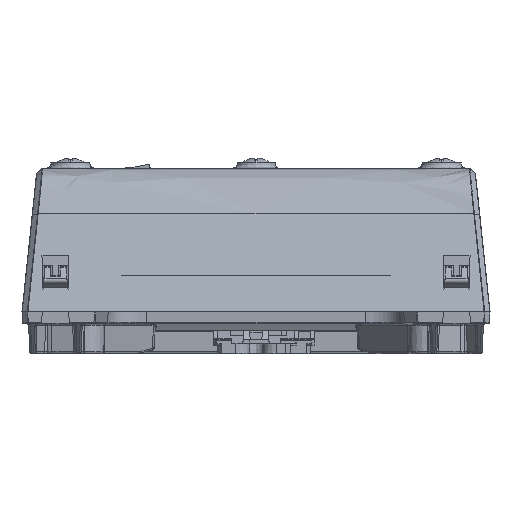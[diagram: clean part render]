
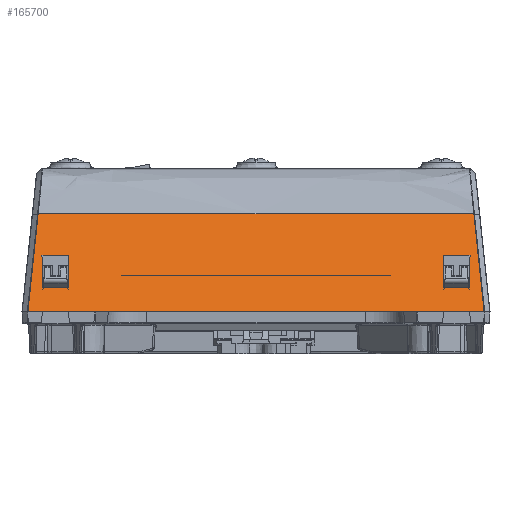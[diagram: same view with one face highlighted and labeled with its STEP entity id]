
A CAD part, front view. The second image highlights one B-rep face of the part: STEP entity #165700.
In plain terms, the highlighted face is planar.
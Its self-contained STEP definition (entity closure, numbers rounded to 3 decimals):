
#168 = EDGE_CURVE ( 'NONE', #196379, #84397, #3439, .T. ) ;
#397 = CARTESIAN_POINT ( 'NONE',  ( -48.087, 82.252, 7.922 ) ) ;
#823 = ORIENTED_EDGE ( 'NONE', *, *, #129510, .F. ) ;
#1709 = CARTESIAN_POINT ( 'NONE',  ( 58.936, 75.556, 26.317 ) ) ;
#3310 = LINE ( 'NONE', #110669, #105444 ) ;
#3439 = LINE ( 'NONE', #202674, #116806 ) ;
#4581 = EDGE_CURVE ( 'NONE', #146025, #74386, #42400, .T. ) ;
#6075 = VERTEX_POINT ( 'NONE', #88973 ) ;
#11788 = FACE_OUTER_BOUND ( 'NONE', #70915, .T. ) ;
#16496 = CARTESIAN_POINT ( 'NONE',  ( 58.936, 75.556, 26.317 ) ) ;
#17006 = CARTESIAN_POINT ( 'NONE',  ( -13.094, 75.556, 26.317 ) ) ;
#21649 = EDGE_CURVE ( 'NONE', #33312, #196379, #28127, .T. ) ;
#23447 = CARTESIAN_POINT ( 'NONE',  ( 4.913, 82.252, 7.922 ) ) ;
#24015 = EDGE_CURVE ( 'NONE', #125055, #33312, #139953, .T. ) ;
#24421 = DIRECTION ( 'NONE',  ( 1., 0., 0. ) ) ;
#27445 = CARTESIAN_POINT ( 'NONE',  ( -49.109, 75.558, 26.314 ) ) ;
#28127 = LINE ( 'NONE', #118844, #36819 ) ;
#28605 = CARTESIAN_POINT ( 'NONE',  ( -51.665, 84.407, 2. ) ) ;
#29641 = PLANE ( 'NONE',  #108842 ) ;
#29834 = ORIENTED_EDGE ( 'NONE', *, *, #168, .T. ) ;
#32444 = ORIENTED_EDGE ( 'NONE', *, *, #182392, .F. ) ;
#33312 = VERTEX_POINT ( 'NONE', #83141 ) ;
#36819 = VECTOR ( 'NONE', #68626, 1000. ) ;
#36823 = DIRECTION ( 'NONE',  ( -1., 0., 0. ) ) ;
#38855 = EDGE_CURVE ( 'NONE', #114383, #135164, #92455, .T. ) ;
#39005 = CARTESIAN_POINT ( 'NONE',  ( 4.913, 82.252, 7.922 ) ) ;
#42341 = CARTESIAN_POINT ( 'NONE',  ( -48.087, 79.288, 16.064 ) ) ;
#42400 = B_SPLINE_CURVE_WITH_KNOTS ( 'NONE', 3,
 ( #16496, #52311, #234854, #141765 ),
 .UNSPECIFIED., .F., .F.,
 ( 4, 4 ),
 ( 0.002, 1. ),
 .UNSPECIFIED. ) ;
#47404 = ORIENTED_EDGE ( 'NONE', *, *, #189892, .F. ) ;
#47984 = CARTESIAN_POINT ( 'NONE',  ( 61.492, 84.407, 2. ) ) ;
#51576 = CARTESIAN_POINT ( 'NONE',  ( -48.173, 79.288, 16.064 ) ) ;
#52311 = CARTESIAN_POINT ( 'NONE',  ( 40.928, 75.556, 26.317 ) ) ;
#54263 = ORIENTED_EDGE ( 'NONE', *, *, #161905, .T. ) ;
#54433 = VERTEX_POINT ( 'NONE', #100616 ) ;
#56309 = CARTESIAN_POINT ( 'NONE',  ( -31.101, 75.556, 26.317 ) ) ;
#65453 = CARTESIAN_POINT ( 'NONE',  ( 4.913, 84.407, 2. ) ) ;
#66387 = CARTESIAN_POINT ( 'NONE',  ( -41.644, 84.249, 2.434 ) ) ;
#68626 = DIRECTION ( 'NONE',  ( 0.01, -0.342, 0.94 ) ) ;
#70915 = EDGE_LOOP ( 'NONE', ( #92788, #138219, #54263, #72114, #234961 ) ) ;
#70966 = CARTESIAN_POINT ( 'NONE',  ( -48.019, 84.587, 1.506 ) ) ;
#72114 = ORIENTED_EDGE ( 'NONE', *, *, #4581, .F. ) ;
#74386 = VERTEX_POINT ( 'NONE', #137480 ) ;
#74865 = ORIENTED_EDGE ( 'NONE', *, *, #209693, .T. ) ;
#76340 = CARTESIAN_POINT ( 'NONE',  ( -49.109, 75.558, 26.314 ) ) ;
#77222 = DIRECTION ( 'NONE',  ( -0.01, -0.342, 0.94 ) ) ;
#81157 = EDGE_CURVE ( 'NONE', #146025, #6075, #154386, .T. ) ;
#83141 = CARTESIAN_POINT ( 'NONE',  ( 57.913, 82.252, 7.922 ) ) ;
#84241 = EDGE_CURVE ( 'NONE', #6075, #85209, #3310, .T. ) ;
#84397 = VERTEX_POINT ( 'NONE', #222365 ) ;
#85209 = VERTEX_POINT ( 'NONE', #166976 ) ;
#87208 = VERTEX_POINT ( 'NONE', #397 ) ;
#88730 = EDGE_LOOP ( 'NONE', ( #32444, #823, #74865, #217518 ) ) ;
#88973 = CARTESIAN_POINT ( 'NONE',  ( 61.492, 84.407, 2. ) ) ;
#92455 = LINE ( 'NONE', #42341, #135615 ) ;
#92788 = ORIENTED_EDGE ( 'NONE', *, *, #84241, .T. ) ;
#97488 = LINE ( 'NONE', #152349, #167318 ) ;
#97527 = VERTEX_POINT ( 'NONE', #76340 ) ;
#100049 = FACE_BOUND ( 'NONE', #88730, .T. ) ;
#100616 = CARTESIAN_POINT ( 'NONE',  ( -41.587, 82.252, 7.922 ) ) ;
#101219 = FACE_BOUND ( 'NONE', #153457, .T. ) ;
#103257 = CARTESIAN_POINT ( 'NONE',  ( -49.109, 75.558, 26.314 ) ) ;
#105444 = VECTOR ( 'NONE', #113033, 1000. ) ;
#106418 = CARTESIAN_POINT ( 'NONE',  ( 58.936, 75.556, 26.317 ) ) ;
#107760 = VECTOR ( 'NONE', #173447, 1000. ) ;
#108842 = AXIS2_PLACEMENT_3D ( 'NONE', #65453, #177573, #158459 ) ;
#110669 = CARTESIAN_POINT ( 'NONE',  ( 4.913, 84.407, 2. ) ) ;
#111803 = LINE ( 'NONE', #39005, #198041 ) ;
#113033 = DIRECTION ( 'NONE',  ( -1., 0., 0. ) ) ;
#114383 = VERTEX_POINT ( 'NONE', #51576 ) ;
#116806 = VECTOR ( 'NONE', #36823, 1000. ) ;
#118844 = CARTESIAN_POINT ( 'NONE',  ( 57.917, 82.128, 8.261 ) ) ;
#122311 = CARTESIAN_POINT ( 'NONE',  ( 57.999, 79.288, 16.064 ) ) ;
#125055 = VERTEX_POINT ( 'NONE', #160297 ) ;
#125867 = LINE ( 'NONE', #70966, #158475 ) ;
#129510 = EDGE_CURVE ( 'NONE', #54433, #87208, #111803, .T. ) ;
#135164 = VERTEX_POINT ( 'NONE', #151107 ) ;
#135615 = VECTOR ( 'NONE', #24421, 1000. ) ;
#137480 = CARTESIAN_POINT ( 'NONE',  ( 4.913, 75.556, 26.317 ) ) ;
#138219 = ORIENTED_EDGE ( 'NONE', *, *, #186607, .T. ) ;
#139953 = LINE ( 'NONE', #23447, #107760 ) ;
#141765 = CARTESIAN_POINT ( 'NONE',  ( 4.913, 75.556, 26.317 ) ) ;
#143746 = DIRECTION ( 'NONE',  ( -0.01, -0.342, 0.94 ) ) ;
#146025 = VERTEX_POINT ( 'NONE', #106418 ) ;
#147228 = CARTESIAN_POINT ( 'NONE',  ( 59.788, 78.506, 18.212 ) ) ;
#151107 = CARTESIAN_POINT ( 'NONE',  ( -41.501, 79.288, 16.064 ) ) ;
#152349 = CARTESIAN_POINT ( 'NONE',  ( 51.41, 82.128, 8.261 ) ) ;
#153457 = EDGE_LOOP ( 'NONE', ( #197744, #29834, #47404, #198431 ) ) ;
#154386 = B_SPLINE_CURVE_WITH_KNOTS ( 'NONE', 3,
 ( #1709, #147228, #165125, #47984 ),
 .UNSPECIFIED., .F., .F.,
 ( 4, 4 ),
 ( 0., 1. ),
 .UNSPECIFIED. ) ;
#155931 = LINE ( 'NONE', #66387, #181562 ) ;
#158459 = DIRECTION ( 'NONE',  ( 1., 0., 0. ) ) ;
#158475 = VECTOR ( 'NONE', #143746, 1000. ) ;
#160297 = CARTESIAN_POINT ( 'NONE',  ( 51.413, 82.252, 7.922 ) ) ;
#161905 = EDGE_CURVE ( 'NONE', #97527, #74386, #183084, .T. ) ;
#165125 = CARTESIAN_POINT ( 'NONE',  ( 60.64, 81.457, 10.106 ) ) ;
#165700 = ADVANCED_FACE ( 'NONE', ( #100049, #101219, #11788 ), #29641, .T. ) ;
#166976 = CARTESIAN_POINT ( 'NONE',  ( -51.665, 84.407, 2. ) ) ;
#167318 = VECTOR ( 'NONE', #77222, 1000. ) ;
#171857 = CARTESIAN_POINT ( 'NONE',  ( -49.961, 78.508, 18.207 ) ) ;
#173447 = DIRECTION ( 'NONE',  ( 1., 0., 0. ) ) ;
#177573 = DIRECTION ( 'NONE',  ( 0., 0.94, 0.342 ) ) ;
#181562 = VECTOR ( 'NONE', #191756, 1000. ) ;
#181655 = CARTESIAN_POINT ( 'NONE',  ( 4.913, 75.556, 26.317 ) ) ;
#182392 = EDGE_CURVE ( 'NONE', #87208, #114383, #125867, .T. ) ;
#183084 = B_SPLINE_CURVE_WITH_KNOTS ( 'NONE', 3,
 ( #103257, #56309, #17006, #181655 ),
 .UNSPECIFIED., .F., .F.,
 ( 4, 4 ),
 ( 0.013, 0.5 ),
 .UNSPECIFIED. ) ;
#186607 = EDGE_CURVE ( 'NONE', #85209, #97527, #223318, .T. ) ;
#189892 = EDGE_CURVE ( 'NONE', #125055, #84397, #97488, .T. ) ;
#191756 = DIRECTION ( 'NONE',  ( 0.01, -0.342, 0.94 ) ) ;
#196379 = VERTEX_POINT ( 'NONE', #122311 ) ;
#197744 = ORIENTED_EDGE ( 'NONE', *, *, #21649, .T. ) ;
#198041 = VECTOR ( 'NONE', #221584, 1000. ) ;
#198431 = ORIENTED_EDGE ( 'NONE', *, *, #24015, .T. ) ;
#202674 = CARTESIAN_POINT ( 'NONE',  ( 57.913, 79.288, 16.064 ) ) ;
#209693 = EDGE_CURVE ( 'NONE', #54433, #135164, #155931, .T. ) ;
#217518 = ORIENTED_EDGE ( 'NONE', *, *, #38855, .F. ) ;
#221584 = DIRECTION ( 'NONE',  ( -1., 0., 0. ) ) ;
#222365 = CARTESIAN_POINT ( 'NONE',  ( 51.327, 79.288, 16.064 ) ) ;
#223318 = B_SPLINE_CURVE_WITH_KNOTS ( 'NONE', 3,
 ( #28605, #224428, #171857, #27445 ),
 .UNSPECIFIED., .F., .F.,
 ( 4, 4 ),
 ( 0., 1. ),
 .UNSPECIFIED. ) ;
#224428 = CARTESIAN_POINT ( 'NONE',  ( -50.813, 81.458, 10.103 ) ) ;
#234854 = CARTESIAN_POINT ( 'NONE',  ( 22.921, 75.556, 26.317 ) ) ;
#234961 = ORIENTED_EDGE ( 'NONE', *, *, #81157, .T. ) ;
